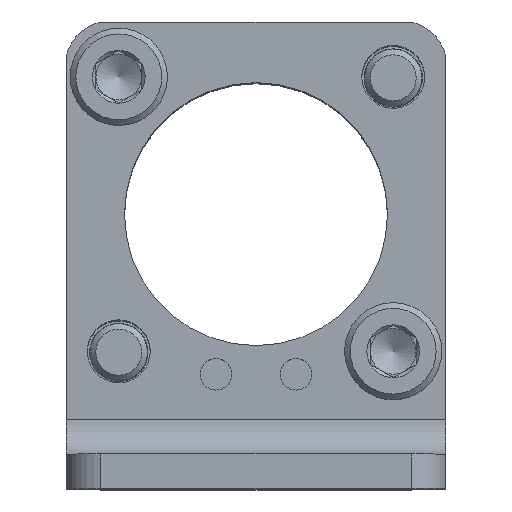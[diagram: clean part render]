
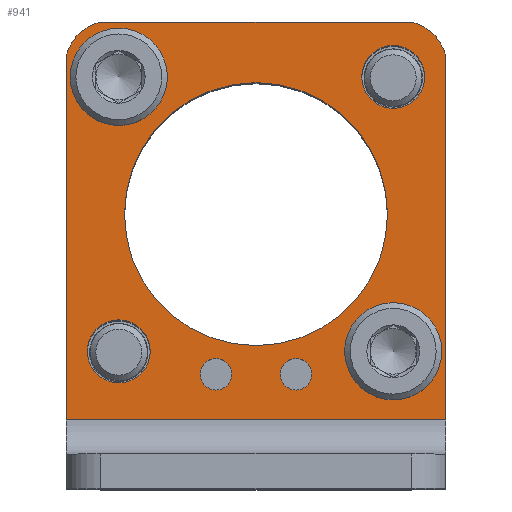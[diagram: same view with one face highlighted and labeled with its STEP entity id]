
A CAD part, top view. The second image highlights one B-rep face of the part: STEP entity #941.
In plain terms, the highlighted planar face has unit normal (0, 0, 1).
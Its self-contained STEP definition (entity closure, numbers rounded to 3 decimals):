
#106=CIRCLE('',#1053,1.38);
#107=CIRCLE('',#1054,1.38);
#108=CIRCLE('',#1055,2.75);
#109=CIRCLE('',#1056,2.75);
#110=CIRCLE('',#1057,2.75);
#111=CIRCLE('',#1058,2.75);
#112=CIRCLE('',#1059,11.5);
#113=CIRCLE('',#1060,4.);
#114=CIRCLE('',#1061,4.);
#184=ORIENTED_EDGE('',*,*,#428,.F.);
#185=ORIENTED_EDGE('',*,*,#429,.F.);
#186=ORIENTED_EDGE('',*,*,#430,.F.);
#187=ORIENTED_EDGE('',*,*,#431,.F.);
#188=ORIENTED_EDGE('',*,*,#432,.F.);
#189=ORIENTED_EDGE('',*,*,#433,.F.);
#190=ORIENTED_EDGE('',*,*,#434,.F.);
#191=ORIENTED_EDGE('',*,*,#435,.T.);
#192=ORIENTED_EDGE('',*,*,#436,.T.);
#193=ORIENTED_EDGE('',*,*,#437,.T.);
#194=ORIENTED_EDGE('',*,*,#438,.F.);
#195=ORIENTED_EDGE('',*,*,#439,.F.);
#196=ORIENTED_EDGE('',*,*,#440,.T.);
#428=EDGE_CURVE('',#550,#550,#106,.T.);
#429=EDGE_CURVE('',#551,#551,#107,.T.);
#430=EDGE_CURVE('',#552,#552,#108,.F.);
#431=EDGE_CURVE('',#553,#553,#109,.F.);
#432=EDGE_CURVE('',#554,#554,#110,.F.);
#433=EDGE_CURVE('',#555,#555,#111,.F.);
#434=EDGE_CURVE('',#556,#556,#112,.F.);
#435=EDGE_CURVE('',#557,#558,#614,.T.);
#436=EDGE_CURVE('',#558,#559,#113,.F.);
#437=EDGE_CURVE('',#559,#560,#615,.T.);
#438=EDGE_CURVE('',#561,#560,#616,.T.);
#439=EDGE_CURVE('',#562,#561,#617,.T.);
#440=EDGE_CURVE('',#562,#557,#114,.F.);
#550=VERTEX_POINT('',#1557);
#551=VERTEX_POINT('',#1559);
#552=VERTEX_POINT('',#1561);
#553=VERTEX_POINT('',#1563);
#554=VERTEX_POINT('',#1565);
#555=VERTEX_POINT('',#1567);
#556=VERTEX_POINT('',#1569);
#557=VERTEX_POINT('',#1571);
#558=VERTEX_POINT('',#1572);
#559=VERTEX_POINT('',#1574);
#560=VERTEX_POINT('',#1576);
#561=VERTEX_POINT('',#1578);
#562=VERTEX_POINT('',#1580);
#614=LINE('',#1570,#672);
#615=LINE('',#1575,#673);
#616=LINE('',#1577,#674);
#617=LINE('',#1579,#675);
#672=VECTOR('',#1241,1000.);
#673=VECTOR('',#1244,1000.);
#674=VECTOR('',#1245,1000.);
#675=VECTOR('',#1246,1000.);
#724=EDGE_LOOP('',(#184));
#725=EDGE_LOOP('',(#185));
#726=EDGE_LOOP('',(#186));
#727=EDGE_LOOP('',(#187));
#728=EDGE_LOOP('',(#188));
#729=EDGE_LOOP('',(#189));
#730=EDGE_LOOP('',(#190));
#731=EDGE_LOOP('',(#191,#192,#193,#194,#195,#196));
#822=FACE_BOUND('',#724,.T.);
#823=FACE_BOUND('',#725,.T.);
#824=FACE_BOUND('',#726,.T.);
#825=FACE_BOUND('',#727,.T.);
#826=FACE_BOUND('',#728,.T.);
#827=FACE_BOUND('',#729,.T.);
#828=FACE_BOUND('',#730,.T.);
#829=FACE_BOUND('',#731,.T.);
#910=PLANE('',#1052);
#941=ADVANCED_FACE('',(#822,#823,#824,#825,#826,#827,#828,#829),#910,.F.);
#1052=AXIS2_PLACEMENT_3D('',#1555,#1225,#1226);
#1053=AXIS2_PLACEMENT_3D('',#1556,#1227,#1228);
#1054=AXIS2_PLACEMENT_3D('',#1558,#1229,#1230);
#1055=AXIS2_PLACEMENT_3D('',#1560,#1231,#1232);
#1056=AXIS2_PLACEMENT_3D('',#1562,#1233,#1234);
#1057=AXIS2_PLACEMENT_3D('',#1564,#1235,#1236);
#1058=AXIS2_PLACEMENT_3D('',#1566,#1237,#1238);
#1059=AXIS2_PLACEMENT_3D('',#1568,#1239,#1240);
#1060=AXIS2_PLACEMENT_3D('',#1573,#1242,#1243);
#1061=AXIS2_PLACEMENT_3D('',#1581,#1247,#1248);
#1225=DIRECTION('',(0.,0.,-1.));
#1226=DIRECTION('',(-1.,0.,0.));
#1227=DIRECTION('',(0.,0.,1.));
#1228=DIRECTION('',(1.,0.,0.));
#1229=DIRECTION('',(0.,0.,1.));
#1230=DIRECTION('',(1.,0.,0.));
#1231=DIRECTION('',(0.,0.,-1.));
#1232=DIRECTION('',(-1.,0.,0.));
#1233=DIRECTION('',(0.,0.,-1.));
#1234=DIRECTION('',(-1.,0.,0.));
#1235=DIRECTION('',(0.,0.,-1.));
#1236=DIRECTION('',(-1.,0.,0.));
#1237=DIRECTION('',(0.,0.,-1.));
#1238=DIRECTION('',(-1.,0.,0.));
#1239=DIRECTION('',(0.,0.,-1.));
#1240=DIRECTION('',(-1.,0.,0.));
#1241=DIRECTION('',(-1.,0.,0.));
#1242=DIRECTION('',(0.,0.,-1.));
#1243=DIRECTION('',(-1.,0.,0.));
#1244=DIRECTION('',(0.,-1.,0.));
#1245=DIRECTION('',(-1.,0.,0.));
#1246=DIRECTION('',(0.,-1.,0.));
#1247=DIRECTION('',(0.,0.,-1.));
#1248=DIRECTION('',(-1.,0.,0.));
#1555=CARTESIAN_POINT('',(16.6,40.8,3.));
#1556=CARTESIAN_POINT('',(-3.5,10.,3.));
#1557=CARTESIAN_POINT('',(-2.12,10.,3.));
#1558=CARTESIAN_POINT('',(3.5,10.,3.));
#1559=CARTESIAN_POINT('',(4.88,10.,3.));
#1560=CARTESIAN_POINT('',(-12.,36.,3.));
#1561=CARTESIAN_POINT('',(-14.75,36.,3.));
#1562=CARTESIAN_POINT('',(-12.,12.,3.));
#1563=CARTESIAN_POINT('',(-14.75,12.,3.));
#1564=CARTESIAN_POINT('',(12.,12.,3.));
#1565=CARTESIAN_POINT('',(9.25,12.,3.));
#1566=CARTESIAN_POINT('',(12.,36.,3.));
#1567=CARTESIAN_POINT('',(9.25,36.,3.));
#1568=CARTESIAN_POINT('',(0.,24.,3.));
#1569=CARTESIAN_POINT('',(-11.5,24.,3.));
#1570=CARTESIAN_POINT('',(16.6,40.8,3.));
#1571=CARTESIAN_POINT('',(13.589,40.8,3.));
#1572=CARTESIAN_POINT('',(-13.589,40.8,3.));
#1573=CARTESIAN_POINT('',(-12.7,36.9,3.));
#1574=CARTESIAN_POINT('',(-16.6,37.789,3.));
#1575=CARTESIAN_POINT('',(-16.6,40.8,3.));
#1576=CARTESIAN_POINT('',(-16.6,6.,3.));
#1577=CARTESIAN_POINT('',(16.6,6.,3.));
#1578=CARTESIAN_POINT('',(16.6,6.,3.));
#1579=CARTESIAN_POINT('',(16.6,40.8,3.));
#1580=CARTESIAN_POINT('',(16.6,37.789,3.));
#1581=CARTESIAN_POINT('',(12.7,36.9,3.));
